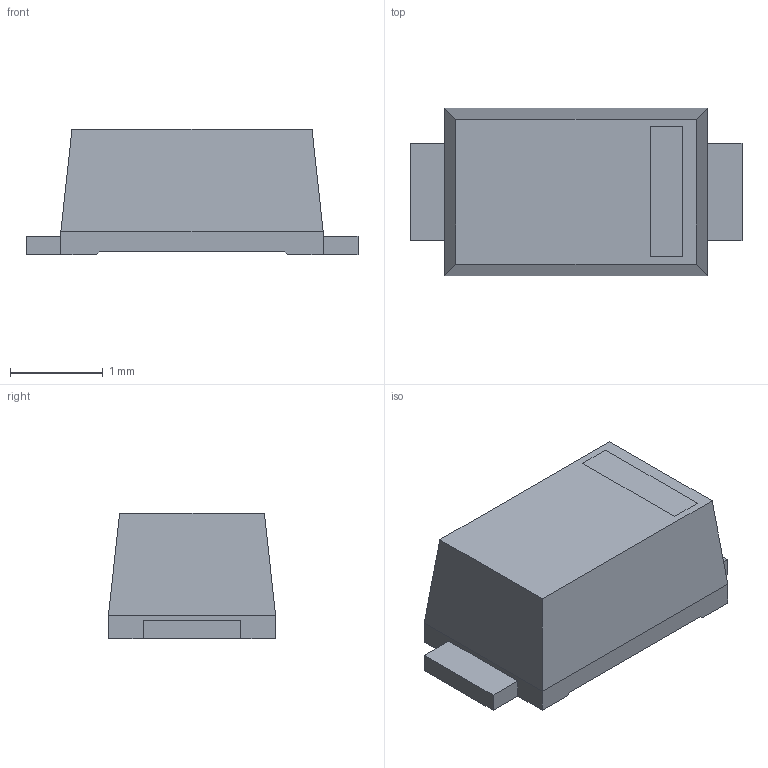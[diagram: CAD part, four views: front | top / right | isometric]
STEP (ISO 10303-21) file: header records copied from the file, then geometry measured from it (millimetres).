
FILE_DESCRIPTION (( 'STEP AP214' ), '1' );
FILE_NAME ('User Library-SOD-123F__Body2.82x1.8__H1.35.STEP', '2022-04-29T13:00:47', ( '' ), ( '' ), 'SwSTEP 2.0', 'SolidWorks 2021', '' );
FILE_SCHEMA (( 'AUTOMOTIVE_DESIGN' ));
Length unit declared in the file: millimetre
Products named in the file (1): User Library-SOD-123F__Body2.82x1.8__H1.35
Bounding box: 3.58 x 1.8 x 1.35 mm (x, y, z)
Volume: 6.3 mm3; surface area: 27.3 mm2
Topology: 4 solids, 4 shells, 45 faces, 104 edges, 68 vertices
Faces by surface type: plane 45
Entity records: 1307 total; most frequent: CARTESIAN_POINT 218, ORIENTED_EDGE 208, DIRECTION 196, EDGE_CURVE 104, LINE 104, VECTOR 104, VERTEX_POINT 68, AXIS2_PLACEMENT_3D 46
